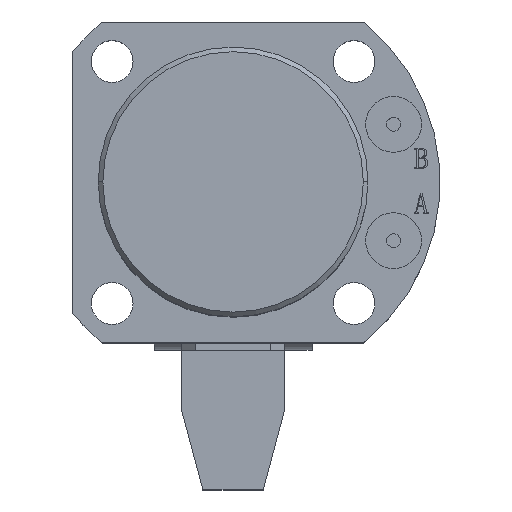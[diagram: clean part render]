
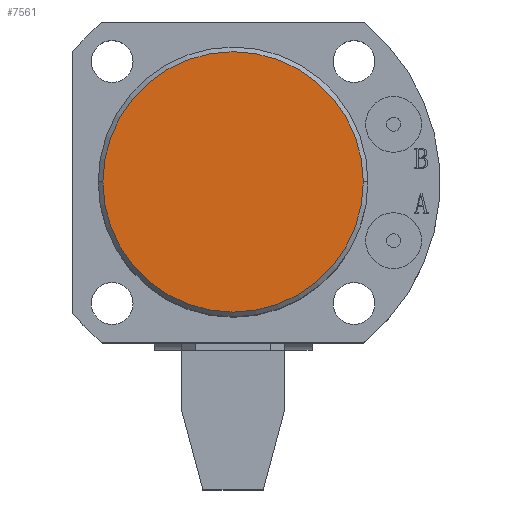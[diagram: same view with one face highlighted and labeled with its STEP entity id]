
A CAD part, top view. The second image highlights one B-rep face of the part: STEP entity #7561.
In plain terms, the highlighted planar face has unit normal (0, 0, 1).
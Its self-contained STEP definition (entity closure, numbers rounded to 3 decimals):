
#1422 = EDGE_CURVE ( 'NONE', #6234, #6233, #6050, .T. ) ;
#1493 = EDGE_CURVE ( 'NONE', #6233, #6234, #5946, .T. ) ;
#1666 = AXIS2_PLACEMENT_3D ( 'NONE', #8751, #8752, #8753 ) ;
#1688 = AXIS2_PLACEMENT_3D ( 'NONE', #8562, #8563, #8564 ) ;
#1877 = AXIS2_PLACEMENT_3D ( 'NONE', #2336, #2342, #2343 ) ;
#2336 = CARTESIAN_POINT ( 'NONE',  ( 0., 0., 90. ) ) ;
#2340 = PLANE ( 'NONE',  #1877 ) ;
#2342 = DIRECTION ( 'NONE',  ( 0., 0., 1. ) ) ;
#2343 = DIRECTION ( 'NONE',  ( 1., 0., 0. ) ) ;
#3913 = FACE_OUTER_BOUND ( 'NONE', #5515, .T. ) ;
#4854 = ORIENTED_EDGE ( 'NONE', *, *, #1422, .T. ) ;
#4855 = ORIENTED_EDGE ( 'NONE', *, *, #1493, .T. ) ;
#5515 = EDGE_LOOP ( 'NONE', ( #4855, #4854 ) ) ;
#5946 = CIRCLE ( 'NONE', #1688, 28. ) ;
#6050 = CIRCLE ( 'NONE', #1666, 28. ) ;
#6233 = VERTEX_POINT ( 'NONE', #7877 ) ;
#6234 = VERTEX_POINT ( 'NONE', #7878 ) ;
#7561 = ADVANCED_FACE ( 'NONE', ( #3913 ), #2340, .T. ) ;
#7877 = CARTESIAN_POINT ( 'NONE',  ( -28., 0., 90. ) ) ;
#7878 = CARTESIAN_POINT ( 'NONE',  ( 28., 0., 90. ) ) ;
#8562 = CARTESIAN_POINT ( 'NONE',  ( 0., 0., 90. ) ) ;
#8563 = DIRECTION ( 'NONE',  ( 0., 0., 1. ) ) ;
#8564 = DIRECTION ( 'NONE',  ( 1., 0., 0. ) ) ;
#8751 = CARTESIAN_POINT ( 'NONE',  ( 0., 0., 90. ) ) ;
#8752 = DIRECTION ( 'NONE',  ( 0., 0., 1. ) ) ;
#8753 = DIRECTION ( 'NONE',  ( 1., 0., 0. ) ) ;
